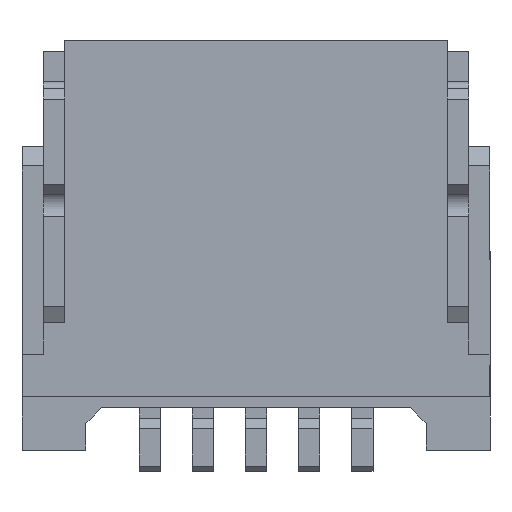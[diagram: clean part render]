
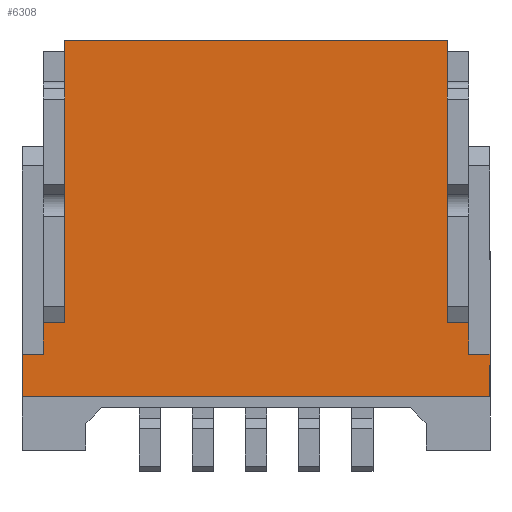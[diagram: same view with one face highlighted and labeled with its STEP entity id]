
A CAD part, front view. The second image highlights one B-rep face of the part: STEP entity #6308.
In plain terms, the highlighted planar face has unit normal (0, -1, 0).
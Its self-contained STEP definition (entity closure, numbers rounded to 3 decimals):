
#253 = CARTESIAN_POINT ( 'NONE',  ( -2., 0.1, 0.55 ) ) ;
#358 = DIRECTION ( 'NONE',  ( 0., 0., 1. ) ) ;
#382 = VECTOR ( 'NONE', #358, 1000. ) ;
#398 = CARTESIAN_POINT ( 'NONE',  ( -2.2, 0.1, -2.3 ) ) ;
#485 = VERTEX_POINT ( 'NONE', #6756 ) ;
#495 = VERTEX_POINT ( 'NONE', #7611 ) ;
#548 = CARTESIAN_POINT ( 'NONE',  ( 2.2, 0.1, -2.3 ) ) ;
#834 = VERTEX_POINT ( 'NONE', #4237 ) ;
#915 = DIRECTION ( 'NONE',  ( 1., 0., 0. ) ) ;
#1033 = VECTOR ( 'NONE', #4584, 1000. ) ;
#1237 = DIRECTION ( 'NONE',  ( 0., -1., 0. ) ) ;
#1254 = ORIENTED_EDGE ( 'NONE', *, *, #7404, .T. ) ;
#1264 = LINE ( 'NONE', #6131, #1033 ) ;
#1389 = CARTESIAN_POINT ( 'NONE',  ( 2., 0.1, 0.55 ) ) ;
#1470 = EDGE_CURVE ( 'NONE', #8894, #6886, #6951, .T. ) ;
#1487 = VERTEX_POINT ( 'NONE', #4925 ) ;
#1490 = DIRECTION ( 'NONE',  ( 0., 0., -1. ) ) ;
#1635 = ORIENTED_EDGE ( 'NONE', *, *, #6671, .F. ) ;
#1775 = LINE ( 'NONE', #3131, #5431 ) ;
#1794 = ORIENTED_EDGE ( 'NONE', *, *, #2527, .F. ) ;
#1844 = CARTESIAN_POINT ( 'NONE',  ( 2.2, 0.1, -1.4 ) ) ;
#1921 = VECTOR ( 'NONE', #8898, 1000. ) ;
#2097 = DIRECTION ( 'NONE',  ( 0., 0., -1. ) ) ;
#2121 = ORIENTED_EDGE ( 'NONE', *, *, #7998, .F. ) ;
#2451 = LINE ( 'NONE', #6487, #8485 ) ;
#2527 = EDGE_CURVE ( 'NONE', #8045, #485, #1775, .T. ) ;
#2581 = CARTESIAN_POINT ( 'NONE',  ( 1.8, 0.1, -1.1 ) ) ;
#2633 = CARTESIAN_POINT ( 'NONE',  ( 1.8, 0.1, 0.55 ) ) ;
#2653 = LINE ( 'NONE', #6879, #7073 ) ;
#2658 = DIRECTION ( 'NONE',  ( 0., 0., 1. ) ) ;
#2798 = EDGE_CURVE ( 'NONE', #485, #10031, #3216, .T. ) ;
#3131 = CARTESIAN_POINT ( 'NONE',  ( 2.2, 0.1, -1.8 ) ) ;
#3216 = LINE ( 'NONE', #398, #4331 ) ;
#3298 = EDGE_CURVE ( 'NONE', #10031, #5975, #1264, .T. ) ;
#3400 = LINE ( 'NONE', #253, #382 ) ;
#3402 = DIRECTION ( 'NONE',  ( 0., 0., -1. ) ) ;
#3419 = DIRECTION ( 'NONE',  ( -1., 0., 0. ) ) ;
#3804 = ORIENTED_EDGE ( 'NONE', *, *, #4693, .T. ) ;
#3924 = VERTEX_POINT ( 'NONE', #8623 ) ;
#3968 = VERTEX_POINT ( 'NONE', #2581 ) ;
#4076 = AXIS2_PLACEMENT_3D ( 'NONE', #9142, #1237, #2097 ) ;
#4237 = CARTESIAN_POINT ( 'NONE',  ( -2., 0.1, -1.1 ) ) ;
#4331 = VECTOR ( 'NONE', #2658, 1000. ) ;
#4482 = DIRECTION ( 'NONE',  ( 0., 0., -1. ) ) ;
#4584 = DIRECTION ( 'NONE',  ( 1., 0., 0. ) ) ;
#4684 = CARTESIAN_POINT ( 'NONE',  ( -2., 0.1, -1.4 ) ) ;
#4689 = ORIENTED_EDGE ( 'NONE', *, *, #1470, .F. ) ;
#4693 = EDGE_CURVE ( 'NONE', #495, #3968, #7579, .T. ) ;
#4925 = CARTESIAN_POINT ( 'NONE',  ( -1.8, 0.1, 1.55 ) ) ;
#5161 = CARTESIAN_POINT ( 'NONE',  ( -2.2, 0.1, -1.4 ) ) ;
#5293 = ORIENTED_EDGE ( 'NONE', *, *, #9872, .F. ) ;
#5431 = VECTOR ( 'NONE', #10079, 1000. ) ;
#5762 = CARTESIAN_POINT ( 'NONE',  ( 0., 0.1, -1.1 ) ) ;
#5785 = EDGE_CURVE ( 'NONE', #5975, #834, #3400, .T. ) ;
#5814 = VECTOR ( 'NONE', #4482, 1000. ) ;
#5844 = CARTESIAN_POINT ( 'NONE',  ( -1.8, 0.1, 0.55 ) ) ;
#5975 = VERTEX_POINT ( 'NONE', #4684 ) ;
#6131 = CARTESIAN_POINT ( 'NONE',  ( -2., 0.1, -1.4 ) ) ;
#6308 = ADVANCED_FACE ( 'NONE', ( #9076 ), #8274, .T. ) ;
#6487 = CARTESIAN_POINT ( 'NONE',  ( 1.8, 0.1, 1.55 ) ) ;
#6512 = ORIENTED_EDGE ( 'NONE', *, *, #5785, .F. ) ;
#6570 = VECTOR ( 'NONE', #3402, 1000. ) ;
#6661 = CARTESIAN_POINT ( 'NONE',  ( 2.2, 0.1, -1.4 ) ) ;
#6671 = EDGE_CURVE ( 'NONE', #1487, #9626, #2451, .T. ) ;
#6726 = LINE ( 'NONE', #1389, #7832 ) ;
#6756 = CARTESIAN_POINT ( 'NONE',  ( -2.2, 0.1, -1.8 ) ) ;
#6879 = CARTESIAN_POINT ( 'NONE',  ( 0., 0.1, -1.1 ) ) ;
#6886 = VERTEX_POINT ( 'NONE', #1844 ) ;
#6906 = ORIENTED_EDGE ( 'NONE', *, *, #7787, .F. ) ;
#6951 = LINE ( 'NONE', #6661, #9404 ) ;
#7066 = EDGE_CURVE ( 'NONE', #495, #8894, #6726, .T. ) ;
#7073 = VECTOR ( 'NONE', #10027, 1000. ) ;
#7404 = EDGE_CURVE ( 'NONE', #3924, #834, #2653, .T. ) ;
#7579 = LINE ( 'NONE', #5762, #9044 ) ;
#7611 = CARTESIAN_POINT ( 'NONE',  ( 2., 0.1, -1.1 ) ) ;
#7682 = CARTESIAN_POINT ( 'NONE',  ( 2.2, 0.1, -1.8 ) ) ;
#7787 = EDGE_CURVE ( 'NONE', #3924, #1487, #9517, .T. ) ;
#7824 = CARTESIAN_POINT ( 'NONE',  ( 1.8, 0.1, 1.55 ) ) ;
#7832 = VECTOR ( 'NONE', #1490, 1000. ) ;
#7998 = EDGE_CURVE ( 'NONE', #6886, #8045, #8443, .T. ) ;
#8025 = ORIENTED_EDGE ( 'NONE', *, *, #2798, .F. ) ;
#8045 = VERTEX_POINT ( 'NONE', #7682 ) ;
#8190 = LINE ( 'NONE', #2633, #6570 ) ;
#8191 = EDGE_LOOP ( 'NONE', ( #1794, #2121, #4689, #8496, #3804, #5293, #1635, #6906, #1254, #6512, #10056, #8025 ) ) ;
#8274 = PLANE ( 'NONE',  #4076 ) ;
#8443 = LINE ( 'NONE', #548, #5814 ) ;
#8485 = VECTOR ( 'NONE', #915, 1000. ) ;
#8496 = ORIENTED_EDGE ( 'NONE', *, *, #7066, .F. ) ;
#8623 = CARTESIAN_POINT ( 'NONE',  ( -1.8, 0.1, -1.1 ) ) ;
#8894 = VERTEX_POINT ( 'NONE', #9281 ) ;
#8898 = DIRECTION ( 'NONE',  ( 0., 0., 1. ) ) ;
#9044 = VECTOR ( 'NONE', #3419, 1000. ) ;
#9076 = FACE_OUTER_BOUND ( 'NONE', #8191, .T. ) ;
#9142 = CARTESIAN_POINT ( 'NONE',  ( 0., 0.1, 0. ) ) ;
#9281 = CARTESIAN_POINT ( 'NONE',  ( 2., 0.1, -1.4 ) ) ;
#9404 = VECTOR ( 'NONE', #9635, 1000. ) ;
#9517 = LINE ( 'NONE', #5844, #1921 ) ;
#9626 = VERTEX_POINT ( 'NONE', #7824 ) ;
#9635 = DIRECTION ( 'NONE',  ( 1., 0., 0. ) ) ;
#9872 = EDGE_CURVE ( 'NONE', #9626, #3968, #8190, .T. ) ;
#10027 = DIRECTION ( 'NONE',  ( -1., 0., 0. ) ) ;
#10031 = VERTEX_POINT ( 'NONE', #5161 ) ;
#10056 = ORIENTED_EDGE ( 'NONE', *, *, #3298, .F. ) ;
#10079 = DIRECTION ( 'NONE',  ( -1., 0., 0. ) ) ;
